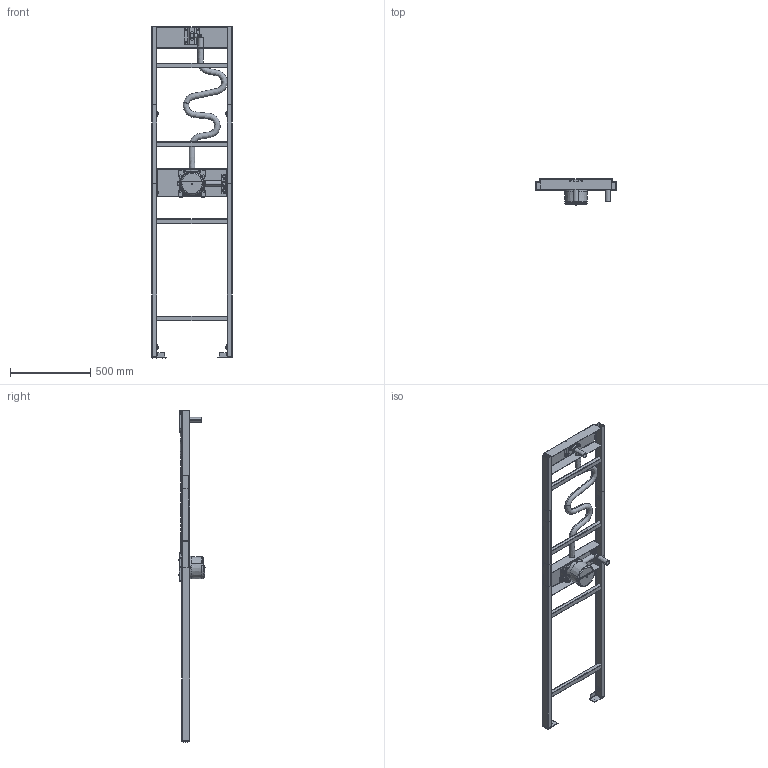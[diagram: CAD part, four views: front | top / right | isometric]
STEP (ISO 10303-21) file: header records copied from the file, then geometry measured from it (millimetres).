
FILE_DESCRIPTION(/* description */ ('AP214 STEP file'),/* implementation_level */ '2;1');
FILE_NAME(/* name */ '1039939990_out.stp',/* time_stamp */ '2024-04-17T11:07:28+02:00',/* author */ (''),/* organization */ (''),/* preprocessor_version */ 'ST-DEVELOPER v18.1',/* originating_system */ 'Elysium Co. Ltd. STEP Translator v8.3.0.0',/* authorisation */ '');
FILE_SCHEMA (('AUTOMOTIVE_DESIGN { 1 0 10303 214 3 1 1 }'));
Products named in the file (1): 1039939990_extract
Bounding box: 500 x 164.3 x 2068.2 mm (x, y, z)
Volume: 10212749.7 mm3; surface area: 2252780.3 mm2
Topology: 2 solids, 2 shells, 3542 faces, 9190 edges, 5710 vertices
Faces by surface type: plane 1028, cylinder 851, bspline 826, cone 378, torus 331, sphere 86, extrusion 42
Entity records: 161108 total; most frequent: CARTESIAN_POINT 61819, ORIENTED_EDGE 18324, EDGE_CURVE 9162, STYLED_ITEM 7090, VERTEX_POINT 5710, AXIS2_PLACEMENT_3D 5256, EDGE_LOOP 3754, ADVANCED_FACE 3542
